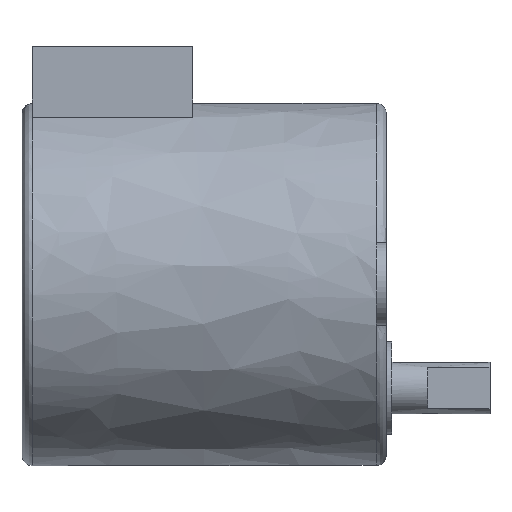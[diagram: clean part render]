
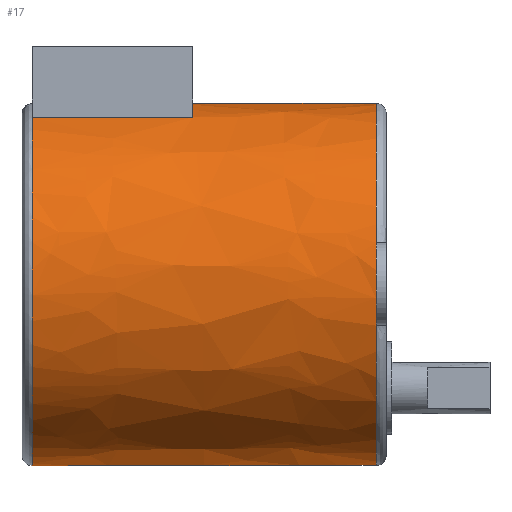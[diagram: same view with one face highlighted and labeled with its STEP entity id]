
A CAD part, top view. The second image highlights one B-rep face of the part: STEP entity #17.
In plain terms, the highlighted free-form (B-spline) face has degree [2, 1] with [7, 2] control points.
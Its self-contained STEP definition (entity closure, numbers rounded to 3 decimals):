
#17 = ADVANCED_FACE('',(#18),#110,.T.);
#18 = FACE_BOUND('',#19,.T.);
#19 = EDGE_LOOP('',(#20,#30,#38,#48,#56,#62,#69,#77,#84,#96,#103,#109));
#20 = ORIENTED_EDGE('',*,*,#21,.F.);
#21 = EDGE_CURVE('',#22,#24,#26,.T.);
#22 = VERTEX_POINT('',#23);
#23 = CARTESIAN_POINT('',(-0.935,3.739,-15.926
    ));
#24 = VERTEX_POINT('',#25);
#25 = CARTESIAN_POINT('',(-0.935,16.359,
    0.));
#26 = ( BOUNDED_CURVE() B_SPLINE_CURVE(2,(#27,#28,#29),.UNSPECIFIED.,.F.
,.F.) B_SPLINE_CURVE_WITH_KNOTS((3,3),(0.,1.34),
.PIECEWISE_BEZIER_KNOTS.) CURVE() GEOMETRIC_REPRESENTATION_ITEM() 
RATIONAL_B_SPLINE_CURVE((1.,0.784,1.)) REPRESENTATION_ITEM('') 
  );
#27 = CARTESIAN_POINT('',(-0.935,3.739,-15.926
    ));
#28 = CARTESIAN_POINT('',(-0.935,16.359,
    -12.963));
#29 = CARTESIAN_POINT('',(-0.935,16.359,
    0.));
#30 = ORIENTED_EDGE('',*,*,#31,.F.);
#31 = EDGE_CURVE('',#32,#22,#34,.T.);
#32 = VERTEX_POINT('',#33);
#33 = CARTESIAN_POINT('',(-0.935,-3.739,
    -15.926));
#34 = ( BOUNDED_CURVE() B_SPLINE_CURVE(2,(#35,#36,#37),.UNSPECIFIED.,.F.
,.F.) B_SPLINE_CURVE_WITH_KNOTS((3,3),(0.,0.461),
.PIECEWISE_BEZIER_KNOTS.) CURVE() GEOMETRIC_REPRESENTATION_ITEM() 
RATIONAL_B_SPLINE_CURVE((1.,0.974,1.)) REPRESENTATION_ITEM('') 
  );
#35 = CARTESIAN_POINT('',(-0.935,-3.739,
    -15.926));
#36 = CARTESIAN_POINT('',(-0.935,0.,
    -16.803));
#37 = CARTESIAN_POINT('',(-0.935,3.739,-15.926
    ));
#38 = ORIENTED_EDGE('',*,*,#39,.F.);
#39 = EDGE_CURVE('',#40,#32,#42,.T.);
#40 = VERTEX_POINT('',#41);
#41 = CARTESIAN_POINT('',(-0.935,-3.739,
    15.926));
#42 = ( BOUNDED_CURVE() B_SPLINE_CURVE(2,(#43,#44,#45,#46,#47),
.UNSPECIFIED.,.F.,.F.) B_SPLINE_CURVE_WITH_KNOTS((3,2,3),(0.,
1.34,2.68),.PIECEWISE_BEZIER_KNOTS.) CURVE() 
GEOMETRIC_REPRESENTATION_ITEM() RATIONAL_B_SPLINE_CURVE((1.,
0.784,1.,0.784,1.)) REPRESENTATION_ITEM('') );
#43 = CARTESIAN_POINT('',(-0.935,-3.739,
    15.926));
#44 = CARTESIAN_POINT('',(-0.935,-16.359,
    12.963));
#45 = CARTESIAN_POINT('',(-0.935,-16.359,
    0.));
#46 = CARTESIAN_POINT('',(-0.935,-16.359,
    -12.963));
#47 = CARTESIAN_POINT('',(-0.935,-3.739,
    -15.926));
#48 = ORIENTED_EDGE('',*,*,#49,.F.);
#49 = EDGE_CURVE('',#50,#40,#52,.T.);
#50 = VERTEX_POINT('',#51);
#51 = CARTESIAN_POINT('',(-0.935,3.739,15.926
    ));
#52 = ( BOUNDED_CURVE() B_SPLINE_CURVE(2,(#53,#54,#55),.UNSPECIFIED.,.F.
,.F.) B_SPLINE_CURVE_WITH_KNOTS((3,3),(0.,0.461),
.PIECEWISE_BEZIER_KNOTS.) CURVE() GEOMETRIC_REPRESENTATION_ITEM() 
RATIONAL_B_SPLINE_CURVE((1.,0.974,1.)) REPRESENTATION_ITEM('') 
  );
#53 = CARTESIAN_POINT('',(-0.935,3.739,15.926
    ));
#54 = CARTESIAN_POINT('',(-0.935,0.,
    16.803));
#55 = CARTESIAN_POINT('',(-0.935,-3.739,
    15.926));
#56 = ORIENTED_EDGE('',*,*,#57,.F.);
#57 = EDGE_CURVE('',#24,#50,#58,.T.);
#58 = ( BOUNDED_CURVE() B_SPLINE_CURVE(2,(#59,#60,#61),.UNSPECIFIED.,.F.
,.F.) B_SPLINE_CURVE_WITH_KNOTS((3,3),(0.,1.34),
.PIECEWISE_BEZIER_KNOTS.) CURVE() GEOMETRIC_REPRESENTATION_ITEM() 
RATIONAL_B_SPLINE_CURVE((1.,0.784,1.)) REPRESENTATION_ITEM('') 
  );
#59 = CARTESIAN_POINT('',(-0.935,16.359,
    0.));
#60 = CARTESIAN_POINT('',(-0.935,16.359,
    12.963));
#61 = CARTESIAN_POINT('',(-0.935,3.739,15.926
    ));
#62 = ORIENTED_EDGE('',*,*,#63,.F.);
#63 = EDGE_CURVE('',#64,#24,#66,.T.);
#64 = VERTEX_POINT('',#65);
#65 = CARTESIAN_POINT('',(-17.48,16.359,
    0.));
#66 = B_SPLINE_CURVE_WITH_KNOTS('',1,(#67,#68),.UNSPECIFIED.,.F.,.F.,(2,
    2),(16.5,34.2),.PIECEWISE_BEZIER_KNOTS.);
#67 = CARTESIAN_POINT('',(-17.48,16.359,
    0.));
#68 = CARTESIAN_POINT('',(-0.935,16.359,
    0.));
#69 = ORIENTED_EDGE('',*,*,#70,.T.);
#70 = EDGE_CURVE('',#64,#71,#73,.T.);
#71 = VERTEX_POINT('',#72);
#72 = CARTESIAN_POINT('',(-17.48,15.093,6.31
    ));
#73 = ( BOUNDED_CURVE() B_SPLINE_CURVE(2,(#74,#75,#76),.UNSPECIFIED.,.F.
,.F.) B_SPLINE_CURVE_WITH_KNOTS((3,3),(0.,0.396),
.PIECEWISE_BEZIER_KNOTS.) CURVE() GEOMETRIC_REPRESENTATION_ITEM() 
RATIONAL_B_SPLINE_CURVE((1.,0.98,1.)) REPRESENTATION_ITEM('') 
  );
#74 = CARTESIAN_POINT('',(-17.48,16.359,
    0.));
#75 = CARTESIAN_POINT('',(-17.48,16.359,3.282
    ));
#76 = CARTESIAN_POINT('',(-17.48,15.093,6.31
    ));
#77 = ORIENTED_EDGE('',*,*,#78,.F.);
#78 = EDGE_CURVE('',#79,#71,#81,.T.);
#79 = VERTEX_POINT('',#80);
#80 = CARTESIAN_POINT('',(-31.969,15.093,6.31
    ));
#81 = B_SPLINE_CURVE_WITH_KNOTS('',1,(#82,#83),.UNSPECIFIED.,.F.,.F.,(2,
    2),(0.,15.5),.PIECEWISE_BEZIER_KNOTS.);
#82 = CARTESIAN_POINT('',(-31.969,15.093,6.31
    ));
#83 = CARTESIAN_POINT('',(-17.48,15.093,6.31
    ));
#84 = ORIENTED_EDGE('',*,*,#85,.T.);
#85 = EDGE_CURVE('',#79,#86,#88,.T.);
#86 = VERTEX_POINT('',#87);
#87 = CARTESIAN_POINT('',(-31.969,15.093,
    -6.31));
#88 = ( BOUNDED_CURVE() B_SPLINE_CURVE(2,(#89,#90,#91,#92,#93,#94,#95),
.UNSPECIFIED.,.F.,.F.) B_SPLINE_CURVE_WITH_KNOTS((3,2,2,3),(0.,
    1.83,3.661,5.491),
.PIECEWISE_BEZIER_KNOTS.) CURVE() GEOMETRIC_REPRESENTATION_ITEM() 
RATIONAL_B_SPLINE_CURVE((1.,0.61,1.,0.61,1.,
0.61,1.)) REPRESENTATION_ITEM('') );
#89 = CARTESIAN_POINT('',(-31.969,15.093,6.31
    ));
#90 = CARTESIAN_POINT('',(-31.969,6.888,25.934
    ));
#91 = CARTESIAN_POINT('',(-31.969,-9.973,
    12.967));
#92 = CARTESIAN_POINT('',(-31.969,-26.834,
    0.));
#93 = CARTESIAN_POINT('',(-31.969,-9.973,
    -12.967));
#94 = CARTESIAN_POINT('',(-31.969,6.888,-25.934
    ));
#95 = CARTESIAN_POINT('',(-31.969,15.093,
    -6.31));
#96 = ORIENTED_EDGE('',*,*,#97,.T.);
#97 = EDGE_CURVE('',#86,#98,#100,.T.);
#98 = VERTEX_POINT('',#99);
#99 = CARTESIAN_POINT('',(-17.48,15.093,
    -6.31));
#100 = B_SPLINE_CURVE_WITH_KNOTS('',1,(#101,#102),.UNSPECIFIED.,.F.,.F.,
  (2,2),(0.,15.5),.PIECEWISE_BEZIER_KNOTS.);
#101 = CARTESIAN_POINT('',(-31.969,15.093,
    -6.31));
#102 = CARTESIAN_POINT('',(-17.48,15.093,
    -6.31));
#103 = ORIENTED_EDGE('',*,*,#104,.T.);
#104 = EDGE_CURVE('',#98,#64,#105,.T.);
#105 = ( BOUNDED_CURVE() B_SPLINE_CURVE(2,(#106,#107,#108),
.UNSPECIFIED.,.F.,.F.) B_SPLINE_CURVE_WITH_KNOTS((3,3),(0.,
0.396),.PIECEWISE_BEZIER_KNOTS.) CURVE() 
GEOMETRIC_REPRESENTATION_ITEM() RATIONAL_B_SPLINE_CURVE((1.,
0.98,1.)) REPRESENTATION_ITEM('') );
#106 = CARTESIAN_POINT('',(-17.48,15.093,
    -6.31));
#107 = CARTESIAN_POINT('',(-17.48,16.359,
    -3.282));
#108 = CARTESIAN_POINT('',(-17.48,16.359,
    0.));
#109 = ORIENTED_EDGE('',*,*,#63,.T.);
#110 = ( BOUNDED_SURFACE() B_SPLINE_SURFACE(2,1,(
    (#111,#112)
    ,(#113,#114)
    ,(#115,#116)
    ,(#117,#118)
    ,(#119,#120)
    ,(#121,#122)
,(#123,#124
    )),.UNSPECIFIED.,.T.,.F.,.F.) B_SPLINE_SURFACE_WITH_KNOTS((1,2,2,2,2
    ,1),(2,2),(-2.094,0.,2.094,4.189,
    6.283,8.378),(1.,34.2),.UNSPECIFIED.) 
GEOMETRIC_REPRESENTATION_ITEM() RATIONAL_B_SPLINE_SURFACE((
    (1.,1.)
    ,(0.5,0.5)
    ,(1.,1.)
    ,(0.5,0.5)
    ,(1.,1.)
    ,(0.5,0.5)
,(1.,1.))) REPRESENTATION_ITEM('') SURFACE() );
#111 = CARTESIAN_POINT('',(-31.969,16.359,
    0.));
#112 = CARTESIAN_POINT('',(-0.935,16.359,
    0.));
#113 = CARTESIAN_POINT('',(-31.969,16.359,
    28.334));
#114 = CARTESIAN_POINT('',(-0.935,16.359,
    28.334));
#115 = CARTESIAN_POINT('',(-31.969,-8.179,
    14.167));
#116 = CARTESIAN_POINT('',(-0.935,-8.179,
    14.167));
#117 = CARTESIAN_POINT('',(-31.969,-32.717,
    0.));
#118 = CARTESIAN_POINT('',(-0.935,-32.717,
    0.));
#119 = CARTESIAN_POINT('',(-31.969,-8.179,
    -14.167));
#120 = CARTESIAN_POINT('',(-0.935,-8.179,
    -14.167));
#121 = CARTESIAN_POINT('',(-31.969,16.359,
    -28.334));
#122 = CARTESIAN_POINT('',(-0.935,16.359,
    -28.334));
#123 = CARTESIAN_POINT('',(-31.969,16.359,
    0.));
#124 = CARTESIAN_POINT('',(-0.935,16.359,
    0.));
